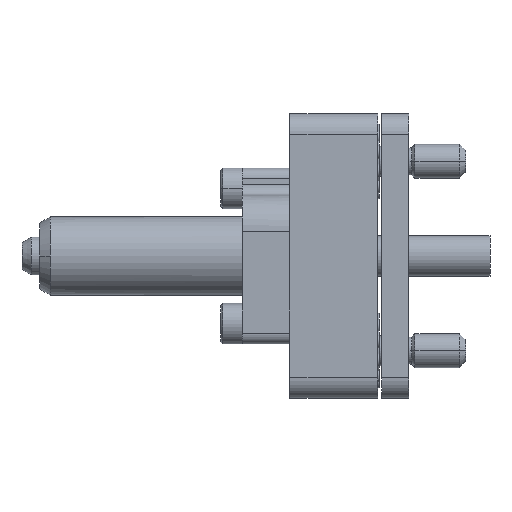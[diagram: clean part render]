
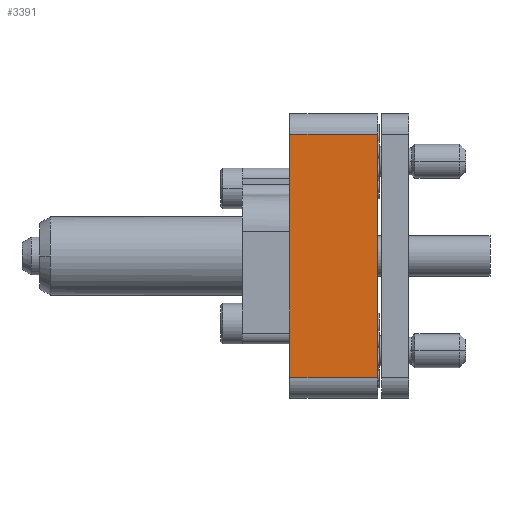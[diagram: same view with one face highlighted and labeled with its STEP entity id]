
A CAD part, left-side view. The second image highlights one B-rep face of the part: STEP entity #3391.
In plain terms, the highlighted planar face has unit normal (-1, 0, 0).
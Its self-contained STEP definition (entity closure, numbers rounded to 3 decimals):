
#32 = VERTEX_POINT ( 'NONE', #19404 ) ;
#617 = EDGE_CURVE ( 'Defeature ausgef�hrt1_34+Defeature ausgef�hrt1_38+Defeature ausgef�hrt1_148+Defeature ausgef�hrt1_42', #32, #5184, #2525, .T. ) ;
#871 = CARTESIAN_POINT ( 'NONE',  ( -5.75, 0., 10.5 ) ) ;
#987 = CARTESIAN_POINT ( 'NONE',  ( -5.75, 6.5, 9. ) ) ;
#1476 = VECTOR ( 'NONE', #4700, 1000. ) ;
#2288 = ORIENTED_EDGE ( 'NONE', *, *, #19225, .T. ) ;
#2525 = LINE ( 'NONE', #19109, #19526 ) ;
#2910 = DIRECTION ( 'NONE',  ( 0., 1., 0. ) ) ;
#3391 = ADVANCED_FACE ( 'Defeature ausgef�hrt1_38', ( #12831 ), #5416, .F. ) ;
#3447 = ORIENTED_EDGE ( 'NONE', *, *, #617, .F. ) ;
#3593 = VERTEX_POINT ( 'NONE', #26815 ) ;
#3827 = AXIS2_PLACEMENT_3D ( 'NONE', #13919, #11325, #26283 ) ;
#3847 = DIRECTION ( 'NONE',  ( 0., 0., -1. ) ) ;
#3929 = EDGE_CURVE ( 'Defeature ausgef�hrt1_35+Defeature ausgef�hrt1_38+Defeature ausgef�hrt1_44+Defeature ausgef�hrt1_155', #13086, #3593, #13490, .T. ) ;
#4700 = DIRECTION ( 'NONE',  ( 0., 0., 1. ) ) ;
#5184 = VERTEX_POINT ( 'NONE', #22431 ) ;
#5416 = PLANE ( 'NONE',  #3827 ) ;
#5739 = CARTESIAN_POINT ( 'NONE',  ( -5.75, 6.5, -9. ) ) ;
#5795 = EDGE_CURVE ( 'Defeature ausgef�hrt1_38+Defeature ausgef�hrt1_44+Defeature ausgef�hrt1_35+Defeature ausgef�hrt1_40', #13086, #20048, #8255, .T. ) ;
#5870 = VECTOR ( 'NONE', #3847, 1000. ) ;
#7160 = LINE ( 'NONE', #871, #1476 ) ;
#8255 = LINE ( 'NONE', #16627, #14429 ) ;
#9357 = CARTESIAN_POINT ( 'NONE',  ( -5.75, 6.5, 10.5 ) ) ;
#11325 = DIRECTION ( 'NONE',  ( 1., 0., 0. ) ) ;
#11410 = LINE ( 'NONE', #987, #15899 ) ;
#12049 = VERTEX_POINT ( 'NONE', #21438 ) ;
#12831 = FACE_OUTER_BOUND ( 'NONE', #25541, .T. ) ;
#13086 = VERTEX_POINT ( 'NONE', #5739 ) ;
#13490 = LINE ( 'NONE', #9357, #26617 ) ;
#13701 = ORIENTED_EDGE ( 'NONE', *, *, #3929, .F. ) ;
#13919 = CARTESIAN_POINT ( 'NONE',  ( -5.75, 6.5, 10.5 ) ) ;
#14414 = CARTESIAN_POINT ( 'NONE',  ( -5.75, 0., -9. ) ) ;
#14429 = VECTOR ( 'NONE', #24994, 1000. ) ;
#15346 = ORIENTED_EDGE ( 'NONE', *, *, #5795, .T. ) ;
#15899 = VECTOR ( 'NONE', #2910, 1000. ) ;
#16607 = LINE ( 'NONE', #22784, #5870 ) ;
#16627 = CARTESIAN_POINT ( 'NONE',  ( -5.75, 6.5, -9. ) ) ;
#17341 = DIRECTION ( 'NONE',  ( 0., 0., 1. ) ) ;
#17881 = EDGE_CURVE ( 'Defeature ausgef�hrt1_38+Defeature ausgef�hrt1_40+Defeature ausgef�hrt1_44+Defeature ausgef�hrt1_42', #20048, #12049, #7160, .T. ) ;
#19109 = CARTESIAN_POINT ( 'NONE',  ( -5.75, 6.5, 10.5 ) ) ;
#19225 = EDGE_CURVE ( 'Defeature ausgef�hrt1_38+Defeature ausgef�hrt1_42+Defeature ausgef�hrt1_40+Defeature ausgef�hrt1_34', #12049, #5184, #11410, .T. ) ;
#19404 = CARTESIAN_POINT ( 'NONE',  ( -5.75, 6.5, 1.8 ) ) ;
#19526 = VECTOR ( 'NONE', #17341, 1000. ) ;
#19934 = EDGE_CURVE ( 'Defeature ausgef�hrt1_38+Defeature ausgef�hrt1_130+Defeature ausgef�hrt1_34+Defeature ausgef�hrt1_35', #32, #3593, #16607, .T. ) ;
#20048 = VERTEX_POINT ( 'NONE', #14414 ) ;
#20565 = ORIENTED_EDGE ( 'NONE', *, *, #19934, .T. ) ;
#21438 = CARTESIAN_POINT ( 'NONE',  ( -5.75, 0., 9. ) ) ;
#21717 = DIRECTION ( 'NONE',  ( 0., 0., 1. ) ) ;
#22431 = CARTESIAN_POINT ( 'NONE',  ( -5.75, 6.5, 9. ) ) ;
#22784 = CARTESIAN_POINT ( 'NONE',  ( -5.75, 6.5, 0. ) ) ;
#24994 = DIRECTION ( 'NONE',  ( 0., -1., 0. ) ) ;
#25378 = ORIENTED_EDGE ( 'NONE', *, *, #17881, .T. ) ;
#25541 = EDGE_LOOP ( 'NONE', ( #25378, #2288, #3447, #20565, #13701, #15346 ) ) ;
#26283 = DIRECTION ( 'NONE',  ( 0., -1., 0. ) ) ;
#26617 = VECTOR ( 'NONE', #21717, 1000. ) ;
#26815 = CARTESIAN_POINT ( 'NONE',  ( -5.75, 6.5, -5.7 ) ) ;
